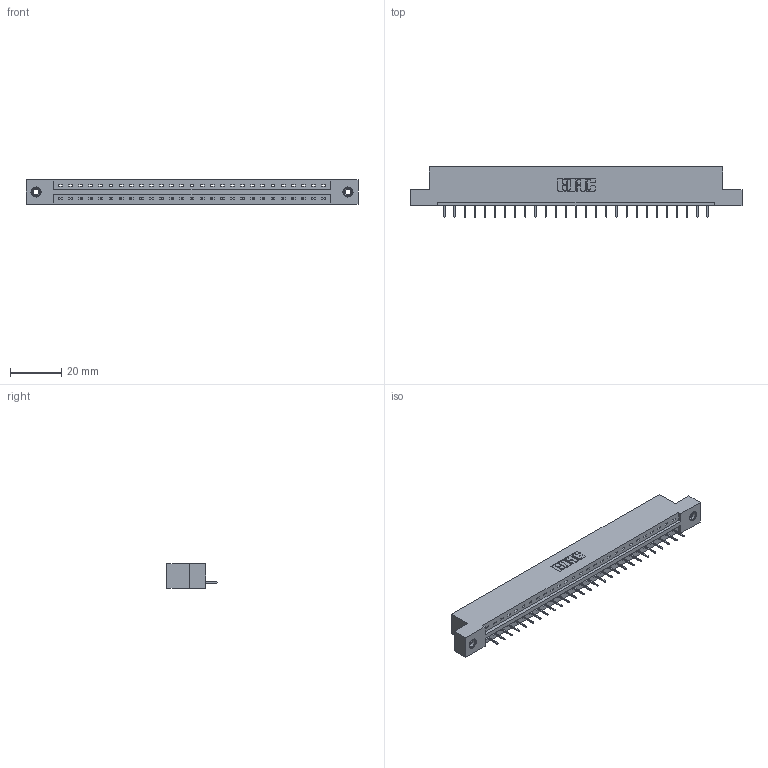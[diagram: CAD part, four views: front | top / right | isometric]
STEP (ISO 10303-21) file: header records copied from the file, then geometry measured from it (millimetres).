
FILE_DESCRIPTION (( 'STEP AP203' ), '1' );
FILE_NAME ('387-027-524-108.STEP', '2018-09-16T14:38:25', ( '' ), ( '' ), 'SwSTEP 2.0', 'SolidWorks 2016', '' );
FILE_SCHEMA (( 'CONFIG_CONTROL_DESIGN' ));
Length unit declared in the file: inch
Products named in the file (4): 345-292-001_345-293-124; 345-250-001_345-250-003-102; 387-027-524-108; 337 Part_Flush Mounting Lugs - 0.156 Dia-TI
Assembly tree (30 placements, depth 2):
  387-027-524-108
    337 Part_Flush Mounting Lugs - 0.156 Dia-TI
    345-292-001_345-293-124  x27
    345-250-001_345-250-003-102  x2
Bounding box: 130 x 19.69 x 9.4 mm (x, y, z)
Volume: 13210.1 mm3; surface area: 13222.1 mm2
Topology: 30 solids, 30 shells, 1956 faces, 5631 edges, 3638 vertices
Faces by surface type: plane 1506, cylinder 434, cone 12, torus 4
Entity records: 23270 total; most frequent: CARTESIAN_POINT 4030, ORIENTED_EDGE 3986, DIRECTION 3457, EDGE_CURVE 1993, VECTOR 1849, LINE 1849, VERTEX_POINT 1320, AXIS2_PLACEMENT_3D 804
